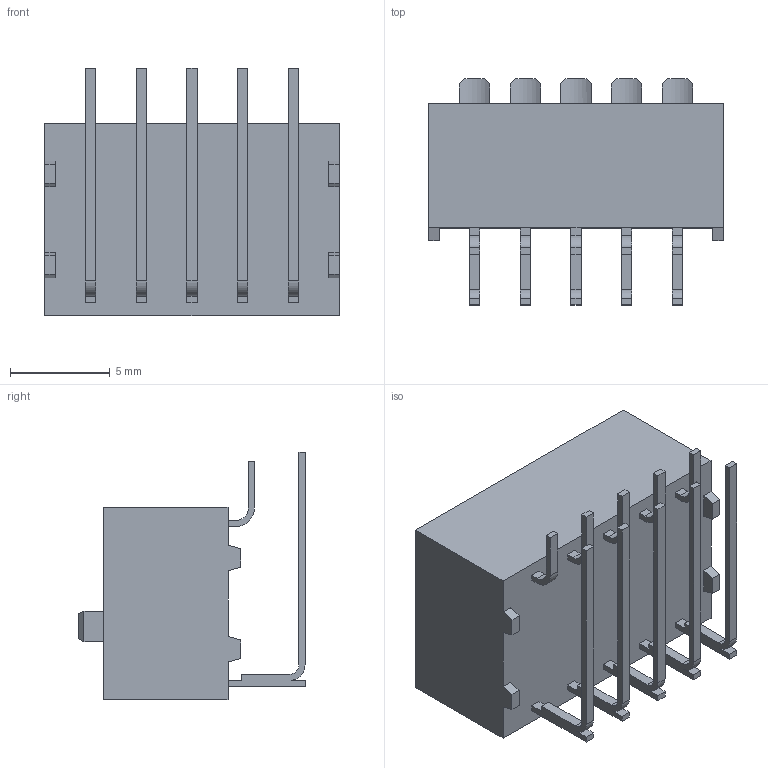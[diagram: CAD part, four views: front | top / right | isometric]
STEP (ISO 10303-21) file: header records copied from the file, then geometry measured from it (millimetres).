
FILE_DESCRIPTION((''),'2;1');
FILE_NAME('78B05SRAT','2020-01-20T',('sbuenzli'),(''),'PRO/ENGINEER BY PARAMETRIC TECHNOLOGY CORPORATION, 2016100','PRO/ENGINEER BY PARAMETRIC TECHNOLOGY CORPORATION, 2016100','');
FILE_SCHEMA(('CONFIG_CONTROL_DESIGN'));
Length unit declared in the file: inch
Products named in the file (1): 78B05SRAT
Bounding box: 14.73 x 11.33 x 12.41 mm (x, y, z)
Volume: 898.1 mm3; surface area: 860.7 mm2
Topology: 6 solids, 6 shells, 202 faces, 520 edges, 340 vertices
Faces by surface type: plane 172, cylinder 30
Entity records: 6064 total; most frequent: CARTESIAN_POINT 1092, ORIENTED_EDGE 1040, DIRECTION 964, EDGE_CURVE 520, VECTOR 440, LINE 440, VERTEX_POINT 340, AXIS2_PLACEMENT_3D 262
